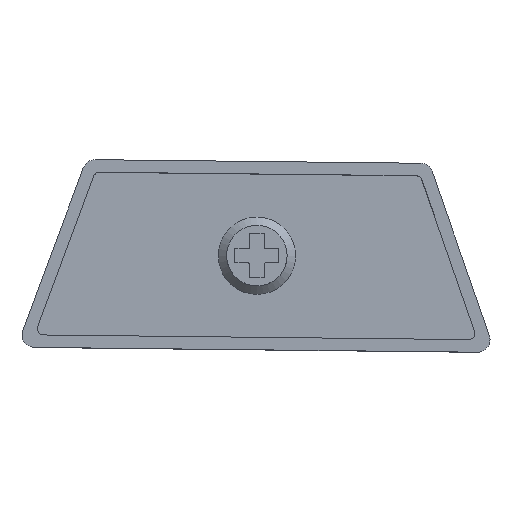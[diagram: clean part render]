
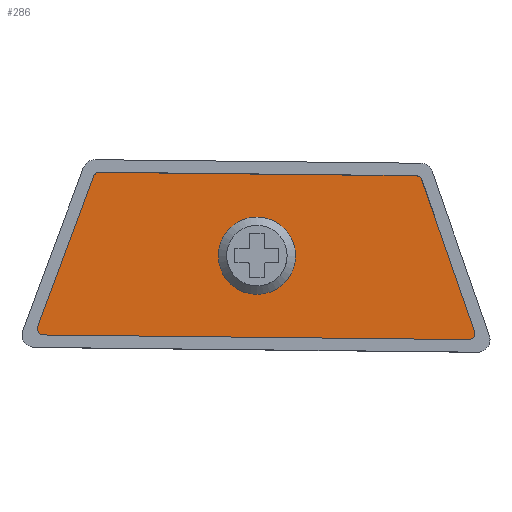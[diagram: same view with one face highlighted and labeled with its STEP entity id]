
A CAD part, top view. The second image highlights one B-rep face of the part: STEP entity #286.
In plain terms, the highlighted planar face has unit normal (0, 0, 1).
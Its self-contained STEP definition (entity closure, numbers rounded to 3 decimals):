
#191=CARTESIAN_POINT('',(-0.001,-43.048,18.8));
#192=DIRECTION('',(0.,0.,1.));
#193=DIRECTION('',(1.,-0.011,0.));
#194=AXIS2_PLACEMENT_3D('',#191,#192,#193);
#195=PLANE('',#194);
#196=CARTESIAN_POINT('',(15.252,-35.389,18.8));
#197=VERTEX_POINT('',#196);
#198=CARTESIAN_POINT('',(-15.083,-35.058,18.8));
#199=VERTEX_POINT('',#198);
#200=CARTESIAN_POINT('',(15.252,-35.389,18.8));
#201=DIRECTION('',(-1.,0.011,-0.));
#202=VECTOR('',#201,30.337);
#203=LINE('',#200,#202);
#204=EDGE_CURVE('',#197,#199,#203,.T.);
#205=ORIENTED_EDGE('',*,*,#204,.T.);
#206=CARTESIAN_POINT('',(-15.652,-35.449,18.8));
#207=VERTEX_POINT('',#206);
#208=CARTESIAN_POINT('',(-15.09,-35.658,18.8));
#209=DIRECTION('',(0.,0.,1.));
#210=DIRECTION('',(1.,-0.011,0.));
#211=AXIS2_PLACEMENT_3D('',#208,#209,#210);
#212=CIRCLE('',#211,0.6);
#213=EDGE_CURVE('',#199,#207,#212,.T.);
#214=ORIENTED_EDGE('',*,*,#213,.T.);
#215=CARTESIAN_POINT('',(-21.013,-49.841,18.8));
#216=VERTEX_POINT('',#215);
#217=CARTESIAN_POINT('',(-15.652,-35.449,18.8));
#218=DIRECTION('',(-0.349,-0.937,0.));
#219=VECTOR('',#218,15.358);
#220=LINE('',#217,#219);
#221=EDGE_CURVE('',#207,#216,#220,.T.);
#222=ORIENTED_EDGE('',*,*,#221,.T.);
#223=CARTESIAN_POINT('',(-21.051,-50.044,18.8));
#224=VERTEX_POINT('',#223);
#225=CARTESIAN_POINT('',(-20.451,-50.05,18.8));
#226=DIRECTION('',(0.,0.,1.));
#227=DIRECTION('',(1.,-0.011,0.));
#228=AXIS2_PLACEMENT_3D('',#225,#226,#227);
#229=CIRCLE('',#228,0.6);
#230=EDGE_CURVE('',#216,#224,#229,.T.);
#231=ORIENTED_EDGE('',*,*,#230,.T.);
#232=CARTESIAN_POINT('',(-20.457,-50.65,18.8));
#233=VERTEX_POINT('',#232);
#234=CARTESIAN_POINT('',(-20.451,-50.05,18.8));
#235=DIRECTION('',(0.,0.,1.));
#236=DIRECTION('',(1.,-0.011,0.));
#237=AXIS2_PLACEMENT_3D('',#234,#235,#236);
#238=CIRCLE('',#237,0.6);
#239=EDGE_CURVE('',#224,#233,#238,.T.);
#240=ORIENTED_EDGE('',*,*,#239,.T.);
#241=CARTESIAN_POINT('',(20.285,-51.095,18.8));
#242=VERTEX_POINT('',#241);
#243=CARTESIAN_POINT('',(20.285,-51.095,18.8));
#244=DIRECTION('',(-1.,0.011,-0.));
#245=VECTOR('',#244,40.745);
#246=LINE('',#243,#245);
#247=EDGE_CURVE('',#242,#233,#246,.T.);
#248=ORIENTED_EDGE('',*,*,#247,.F.);
#249=CARTESIAN_POINT('',(20.858,-50.298,18.8));
#250=VERTEX_POINT('',#249);
#251=CARTESIAN_POINT('',(20.292,-50.495,18.8));
#252=DIRECTION('',(0.,0.,1.));
#253=DIRECTION('',(1.,-0.011,0.));
#254=AXIS2_PLACEMENT_3D('',#251,#252,#253);
#255=CIRCLE('',#254,0.6);
#256=EDGE_CURVE('',#242,#250,#255,.T.);
#257=ORIENTED_EDGE('',*,*,#256,.T.);
#258=CARTESIAN_POINT('',(15.813,-35.792,18.8));
#259=VERTEX_POINT('',#258);
#260=CARTESIAN_POINT('',(20.858,-50.298,18.8));
#261=DIRECTION('',(-0.329,0.944,0.));
#262=VECTOR('',#261,15.358);
#263=LINE('',#260,#262);
#264=EDGE_CURVE('',#250,#259,#263,.T.);
#265=ORIENTED_EDGE('',*,*,#264,.T.);
#266=CARTESIAN_POINT('',(15.246,-35.989,18.8));
#267=DIRECTION('',(0.,0.,1.));
#268=DIRECTION('',(1.,-0.011,0.));
#269=AXIS2_PLACEMENT_3D('',#266,#267,#268);
#270=CIRCLE('',#269,0.6);
#271=EDGE_CURVE('',#259,#197,#270,.T.);
#272=ORIENTED_EDGE('',*,*,#271,.T.);
#273=EDGE_LOOP('',(#205,#214,#222,#231,#240,#248,#257,#265,#272));
#274=FACE_BOUND('',#273,.T.);
#275=CARTESIAN_POINT('',(-3.701,-43.048,18.8));
#276=VERTEX_POINT('',#275);
#277=CARTESIAN_POINT('',(-0.001,-43.048,18.8));
#278=DIRECTION('',(0.,0.,-1.));
#279=DIRECTION('',(-1.,0.,0.));
#280=AXIS2_PLACEMENT_3D('',#277,#278,#279);
#281=CIRCLE('',#280,3.7);
#282=EDGE_CURVE('',#276,#276,#281,.T.);
#283=ORIENTED_EDGE('',*,*,#282,.T.);
#284=EDGE_LOOP('',(#283));
#285=FACE_BOUND('',#284,.T.);
#286=ADVANCED_FACE('',(#274,#285),#195,.T.);
